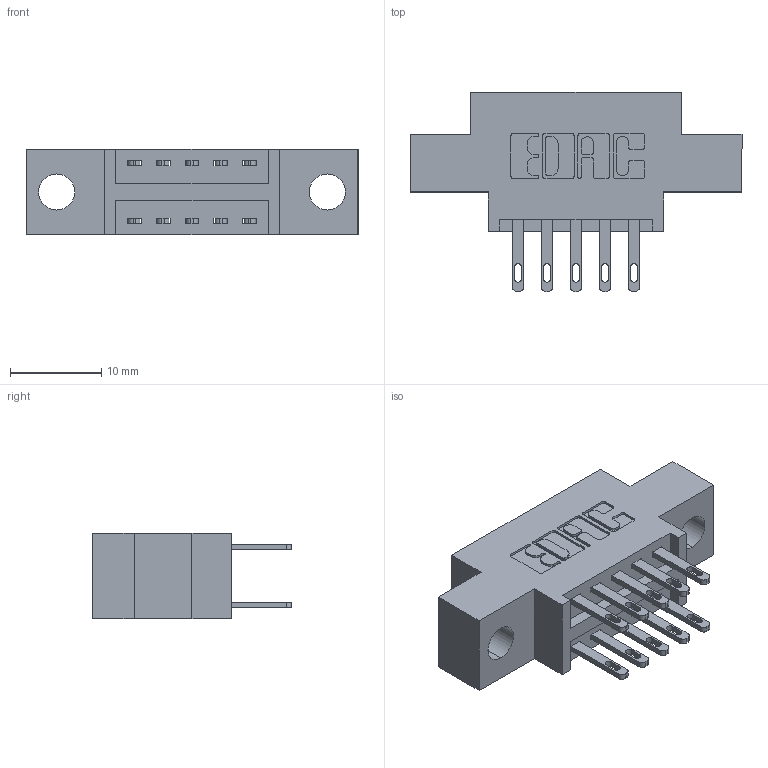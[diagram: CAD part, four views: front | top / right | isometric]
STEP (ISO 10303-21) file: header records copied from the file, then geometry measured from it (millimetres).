
FILE_DESCRIPTION (( 'STEP AP203' ), '1' );
FILE_NAME ('346-010-500-804.STEP', '2022-05-17T16:27:18', ( '' ), ( '' ), 'SwSTEP 2.0', 'SolidWorks 2020', '' );
FILE_SCHEMA (( 'CONFIG_CONTROL_DESIGN' ));
Length unit declared in the file: inch
Products named in the file (3): 346 Part_0.170 Offset - 0.156 Dia-TH; 345-292-001_345-293-100; 346-010-500-804
Assembly tree (11 placements, depth 2):
  346-010-500-804
    346 Part_0.170 Offset - 0.156 Dia-TH
    345-292-001_345-293-100  x10
Bounding box: 36.45 x 21.84 x 9.4 mm (x, y, z)
Volume: 3036.9 mm3; surface area: 3725 mm2
Topology: 11 solids, 11 shells, 620 faces, 1847 edges, 1230 vertices
Faces by surface type: plane 384, cylinder 236
Entity records: 8725 total; most frequent: CARTESIAN_POINT 1494, ORIENTED_EDGE 1426, DIRECTION 1369, EDGE_CURVE 713, LINE 557, VECTOR 557, VERTEX_POINT 474, AXIS2_PLACEMENT_3D 406
